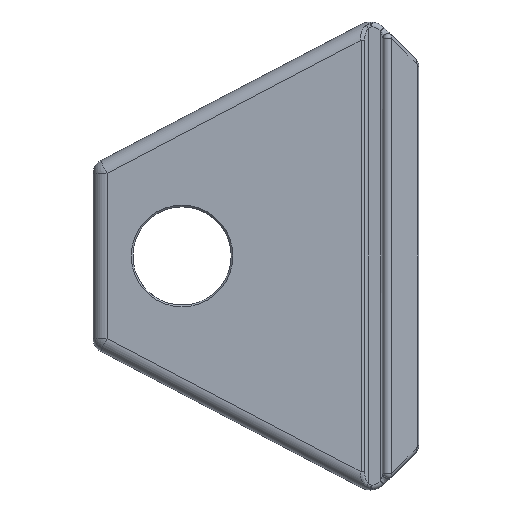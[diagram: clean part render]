
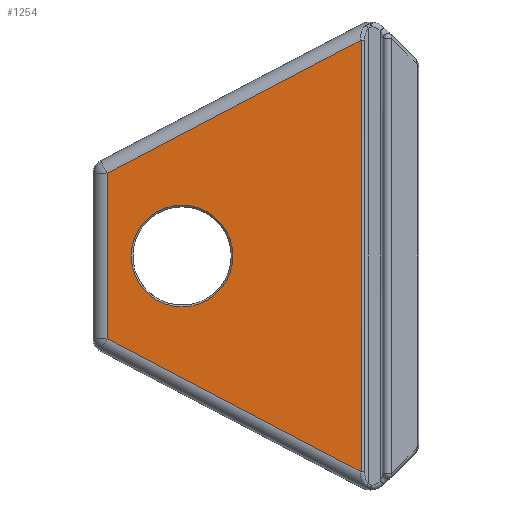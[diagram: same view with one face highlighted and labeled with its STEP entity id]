
A CAD part, left-side view. The second image highlights one B-rep face of the part: STEP entity #1254.
In plain terms, the highlighted planar face has unit normal (-1, 0, 0).
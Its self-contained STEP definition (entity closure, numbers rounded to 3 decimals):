
#36=FACE_BOUND('',#245,.T.);
#52=PLANE('',#1402);
#156=FACE_OUTER_BOUND('',#244,.T.);
#244=EDGE_LOOP('',(#950,#951,#952,#953));
#245=EDGE_LOOP('',(#954,#955));
#347=LINE('',#2274,#424);
#348=LINE('',#2276,#425);
#349=LINE('',#2278,#426);
#350=LINE('',#2279,#427);
#424=VECTOR('',#1668,1000.);
#425=VECTOR('',#1669,1000.);
#426=VECTOR('',#1670,1000.);
#427=VECTOR('',#1671,1000.);
#467=CIRCLE('',#1343,5.43);
#468=CIRCLE('',#1344,5.43);
#550=VERTEX_POINT('',#1912);
#551=VERTEX_POINT('',#1914);
#614=VERTEX_POINT('',#2272);
#615=VERTEX_POINT('',#2273);
#616=VERTEX_POINT('',#2275);
#617=VERTEX_POINT('',#2277);
#658=EDGE_CURVE('',#551,#550,#467,.T.);
#659=EDGE_CURVE('',#550,#551,#468,.T.);
#738=EDGE_CURVE('',#614,#615,#347,.T.);
#739=EDGE_CURVE('',#615,#616,#348,.T.);
#740=EDGE_CURVE('',#617,#616,#349,.T.);
#741=EDGE_CURVE('',#617,#614,#350,.T.);
#950=ORIENTED_EDGE('',*,*,#738,.T.);
#951=ORIENTED_EDGE('',*,*,#739,.T.);
#952=ORIENTED_EDGE('',*,*,#740,.F.);
#953=ORIENTED_EDGE('',*,*,#741,.T.);
#954=ORIENTED_EDGE('',*,*,#658,.T.);
#955=ORIENTED_EDGE('',*,*,#659,.T.);
#1254=ADVANCED_FACE('',(#156,#36),#52,.F.);
#1343=AXIS2_PLACEMENT_3D('',#1915,#1512,#1513);
#1344=AXIS2_PLACEMENT_3D('',#1916,#1514,#1515);
#1402=AXIS2_PLACEMENT_3D('',#2271,#1666,#1667);
#1512=DIRECTION('center_axis',(1.,0.,0.));
#1513=DIRECTION('ref_axis',(0.,1.,0.));
#1514=DIRECTION('center_axis',(1.,0.,0.));
#1515=DIRECTION('ref_axis',(0.,1.,0.));
#1666=DIRECTION('center_axis',(1.,0.,0.));
#1667=DIRECTION('ref_axis',(0.,1.,0.));
#1668=DIRECTION('',(0.,0.,-1.));
#1669=DIRECTION('',(0.,-0.886,-0.464));
#1670=DIRECTION('',(0.,0.,-1.));
#1671=DIRECTION('',(0.,0.886,-0.464));
#1912=CARTESIAN_POINT('',(-2.75,21.5,-5.43));
#1914=CARTESIAN_POINT('',(-2.75,21.5,5.43));
#1915=CARTESIAN_POINT('Origin',(-2.75,21.5,0.));
#1916=CARTESIAN_POINT('Origin',(-2.75,21.5,0.));
#2271=CARTESIAN_POINT('Origin',(-2.75,2.38,25.5));
#2272=CARTESIAN_POINT('',(-2.75,29.5,8.842));
#2273=CARTESIAN_POINT('',(-2.75,29.5,-8.842));
#2274=CARTESIAN_POINT('',(-2.75,29.5,25.5));
#2275=CARTESIAN_POINT('',(-2.75,2.38,-23.04));
#2276=CARTESIAN_POINT('',(-2.75,22.325,-12.598));
#2277=CARTESIAN_POINT('',(-2.75,2.38,23.04));
#2278=CARTESIAN_POINT('',(-2.75,2.38,25.5));
#2279=CARTESIAN_POINT('',(-2.75,1.369,23.569));
